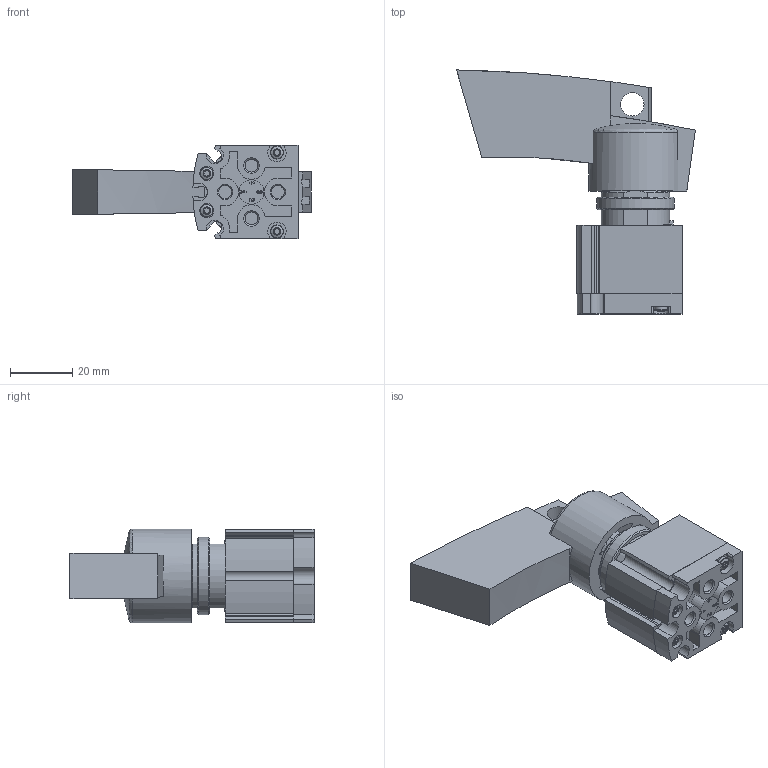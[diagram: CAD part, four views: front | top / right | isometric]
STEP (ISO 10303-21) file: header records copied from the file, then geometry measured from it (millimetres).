
FILE_DESCRIPTION(/* description */ ('STEP AP214'),/* implementation_level */ '2;1');
FILE_NAME(/* name */ '3410684_VHER-P-H-B43U-B-M5',/* time_stamp */ '2024-09-16T14:42:54+02:00',/* author */ ('License CC BY-ND 4.0'),/* organization */ ('CADENAS'),/* preprocessor_version */ 'ST-DEVELOPER v19.3',/* originating_system */ 'PARTsolutions',/* authorisation */ ' ');
FILE_SCHEMA (('AUTOMOTIVE_DESIGN {1 0 10303 214 3 1 1}'));
Length unit declared in the file: millimetre
Products named in the file (5): 3410684 VHER-P-H-B43U-B-M5; 3410684 VHER-P-H-B43U-B-M5---(0_AP); 3410684 VHER-P-H-B43U-B-M5---(Geh); 3410684 VHER-P-H-B43U-B-M5---(Hbl); 685170 VHER-M05
Assembly tree (4 placements, depth 2):
  3410684 VHER-P-H-B43U-B-M5
    3410684 VHER-P-H-B43U-B-M5---(0_AP)
    3410684 VHER-P-H-B43U-B-M5---(Geh)
    3410684 VHER-P-H-B43U-B-M5---(Hbl)
    685170 VHER-M05
Bounding box: 76.9 x 78.6 x 30.1 mm (x, y, z)
Volume: 57100 mm3; surface area: 23346.2 mm2
Topology: 4 solids, 4 shells, 408 faces, 1082 edges, 705 vertices
Faces by surface type: plane 214, cylinder 138, cone 40, torus 10, sphere 6
Full cylindrical faces by diameter (mm): 3.75 x3, 4.134 x4, 4.2 x4, 4.5 x1, 4.6 x2, 7.5 x1, 8 x1, 20.917 x1, 25 x1, 25.4 x1, 26.1 x1
Entity records: 13353 total; most frequent: CARTESIAN_POINT 2525, ORIENTED_EDGE 2076, DIRECTION 2063, EDGE_CURVE 1038, AXIS2_PLACEMENT_3D 721, VERTEX_POINT 701, LINE 621, VECTOR 621
